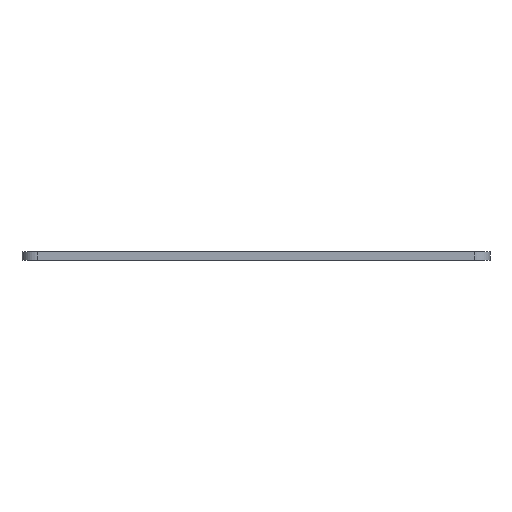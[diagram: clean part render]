
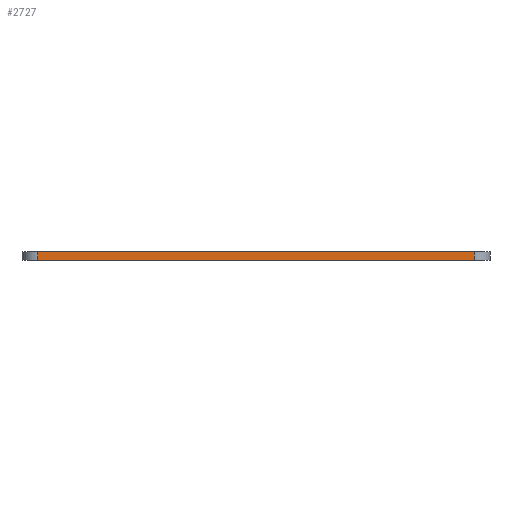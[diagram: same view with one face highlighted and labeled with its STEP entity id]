
A CAD part, left-side view. The second image highlights one B-rep face of the part: STEP entity #2727.
In plain terms, the highlighted planar face has unit normal (-1, 0, 0).
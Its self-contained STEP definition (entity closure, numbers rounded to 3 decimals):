
#163 = VERTEX_POINT('',#164);
#164 = CARTESIAN_POINT('',(81.25,-160.5,0.));
#171 = EDGE_CURVE('',#163,#172,#174,.T.);
#172 = VERTEX_POINT('',#173);
#173 = CARTESIAN_POINT('',(81.25,-76.5,0.));
#174 = LINE('',#175,#176);
#175 = CARTESIAN_POINT('',(81.25,-160.5,0.));
#176 = VECTOR('',#177,1.);
#177 = DIRECTION('',(0.,1.,0.));
#1440 = VERTEX_POINT('',#1441);
#1441 = CARTESIAN_POINT('',(81.25,-160.5,1.6));
#1448 = EDGE_CURVE('',#1440,#1449,#1451,.T.);
#1449 = VERTEX_POINT('',#1450);
#1450 = CARTESIAN_POINT('',(81.25,-76.5,1.6));
#1451 = LINE('',#1452,#1453);
#1452 = CARTESIAN_POINT('',(81.25,-160.5,1.6));
#1453 = VECTOR('',#1454,1.);
#1454 = DIRECTION('',(0.,1.,0.));
#2697 = EDGE_CURVE('',#172,#1449,#2698,.T.);
#2698 = LINE('',#2699,#2700);
#2699 = CARTESIAN_POINT('',(81.25,-76.5,0.));
#2700 = VECTOR('',#2701,1.);
#2701 = DIRECTION('',(0.,0.,1.));
#2727 = ADVANCED_FACE('',(#2728),#2739,.T.);
#2728 = FACE_BOUND('',#2729,.T.);
#2729 = EDGE_LOOP('',(#2730,#2736,#2737,#2738));
#2730 = ORIENTED_EDGE('',*,*,#2731,.T.);
#2731 = EDGE_CURVE('',#163,#1440,#2732,.T.);
#2732 = LINE('',#2733,#2734);
#2733 = CARTESIAN_POINT('',(81.25,-160.5,0.));
#2734 = VECTOR('',#2735,1.);
#2735 = DIRECTION('',(0.,0.,1.));
#2736 = ORIENTED_EDGE('',*,*,#1448,.T.);
#2737 = ORIENTED_EDGE('',*,*,#2697,.F.);
#2738 = ORIENTED_EDGE('',*,*,#171,.F.);
#2739 = PLANE('',#2740);
#2740 = AXIS2_PLACEMENT_3D('',#2741,#2742,#2743);
#2741 = CARTESIAN_POINT('',(81.25,-160.5,0.));
#2742 = DIRECTION('',(-1.,0.,0.));
#2743 = DIRECTION('',(0.,1.,0.));
